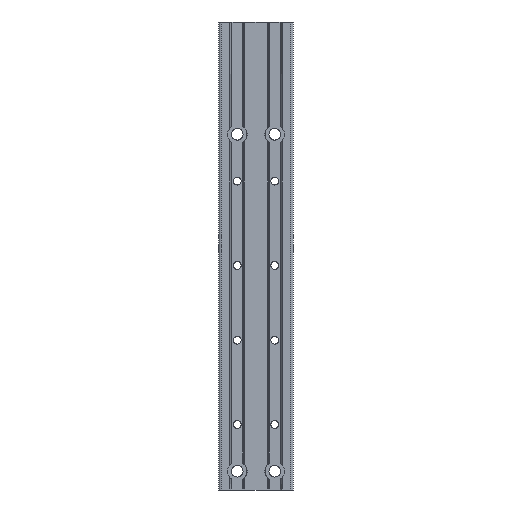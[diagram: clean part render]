
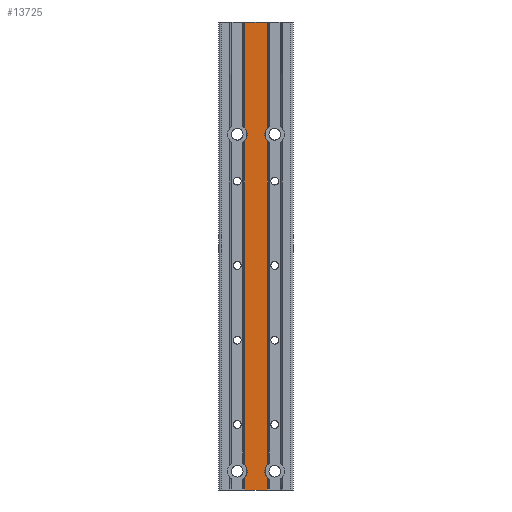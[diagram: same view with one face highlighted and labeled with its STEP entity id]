
A CAD part, front view. The second image highlights one B-rep face of the part: STEP entity #13725.
In plain terms, the highlighted planar face has unit normal (0, -1, 0).
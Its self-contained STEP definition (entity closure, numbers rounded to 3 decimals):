
#7 = CARTESIAN_POINT ( 'NONE',  ( 10., -10., 65. ) ) ;
#465 = ORIENTED_EDGE ( 'NONE', *, *, #11523, .T. ) ;
#939 = VERTEX_POINT ( 'NONE', #3514 ) ;
#1309 = EDGE_CURVE ( 'NONE', #1709, #7285, #9850, .T. ) ;
#1573 = DIRECTION ( 'NONE',  ( 0., -1., 0. ) ) ;
#1643 = ORIENTED_EDGE ( 'NONE', *, *, #1309, .F. ) ;
#1709 = VERTEX_POINT ( 'NONE', #9966 ) ;
#1777 = LINE ( 'NONE', #13399, #12923 ) ;
#1995 = VECTOR ( 'NONE', #9372, 1000. ) ;
#2179 = DIRECTION ( 'NONE',  ( 0., -1., 0. ) ) ;
#2208 = CARTESIAN_POINT ( 'NONE',  ( 6.1, -10., -111.485 ) ) ;
#2692 = DIRECTION ( 'NONE',  ( 1., 0., 0. ) ) ;
#2733 = VECTOR ( 'NONE', #5494, 1000. ) ;
#2852 = DIRECTION ( 'NONE',  ( 0., 0., -1. ) ) ;
#2920 = LINE ( 'NONE', #13683, #11106 ) ;
#3272 = AXIS2_PLACEMENT_3D ( 'NONE', #4109, #1573, #5843 ) ;
#3274 = VERTEX_POINT ( 'NONE', #11116 ) ;
#3413 = CARTESIAN_POINT ( 'NONE',  ( 6.1, -10., -125. ) ) ;
#3482 = VECTOR ( 'NONE', #8095, 1000. ) ;
#3514 = CARTESIAN_POINT ( 'NONE',  ( 6.1, -10., 61.485 ) ) ;
#3975 = EDGE_CURVE ( 'NONE', #4106, #939, #2920, .T. ) ;
#3999 = ORIENTED_EDGE ( 'NONE', *, *, #8153, .F. ) ;
#4034 = LINE ( 'NONE', #13371, #3482 ) ;
#4106 = VERTEX_POINT ( 'NONE', #2208 ) ;
#4109 = CARTESIAN_POINT ( 'NONE',  ( -10., -10., -115. ) ) ;
#4150 = DIRECTION ( 'NONE',  ( 0., 0., 1. ) ) ;
#4489 = DIRECTION ( 'NONE',  ( 1., 0., 0. ) ) ;
#4694 = ORIENTED_EDGE ( 'NONE', *, *, #7969, .F. ) ;
#4803 = CARTESIAN_POINT ( 'NONE',  ( -6.1, -10., -111.485 ) ) ;
#5146 = CARTESIAN_POINT ( 'NONE',  ( -6.1, -10., 125. ) ) ;
#5151 = CARTESIAN_POINT ( 'NONE',  ( 6.1, -10., -118.515 ) ) ;
#5183 = LINE ( 'NONE', #9443, #1995 ) ;
#5397 = AXIS2_PLACEMENT_3D ( 'NONE', #11296, #9017, #11091 ) ;
#5468 = CARTESIAN_POINT ( 'NONE',  ( -6.1, -10., 68.515 ) ) ;
#5494 = DIRECTION ( 'NONE',  ( 0., 0., 1. ) ) ;
#5592 = ORIENTED_EDGE ( 'NONE', *, *, #8265, .T. ) ;
#5691 = LINE ( 'NONE', #6667, #9173 ) ;
#5807 = CARTESIAN_POINT ( 'NONE',  ( -6.1, -10., -118.515 ) ) ;
#5843 = DIRECTION ( 'NONE',  ( 0., 0., -1. ) ) ;
#5946 = CARTESIAN_POINT ( 'NONE',  ( -10., -10., 65. ) ) ;
#6406 = LINE ( 'NONE', #10642, #2733 ) ;
#6409 = VECTOR ( 'NONE', #2852, 1000. ) ;
#6667 = CARTESIAN_POINT ( 'NONE',  ( 6.1, -10., 125. ) ) ;
#6799 = DIRECTION ( 'NONE',  ( 0., 0., 1. ) ) ;
#6814 = VERTEX_POINT ( 'NONE', #3413 ) ;
#6854 = PLANE ( 'NONE',  #5397 ) ;
#7060 = VERTEX_POINT ( 'NONE', #5151 ) ;
#7192 = VERTEX_POINT ( 'NONE', #12020 ) ;
#7282 = EDGE_CURVE ( 'NONE', #4106, #7060, #10147, .T. ) ;
#7285 = VERTEX_POINT ( 'NONE', #8586 ) ;
#7335 = DIRECTION ( 'NONE',  ( 0., 0., -1. ) ) ;
#7349 = AXIS2_PLACEMENT_3D ( 'NONE', #7, #10656, #7443 ) ;
#7443 = DIRECTION ( 'NONE',  ( 0., 0., -1. ) ) ;
#7756 = ORIENTED_EDGE ( 'NONE', *, *, #12566, .T. ) ;
#7815 = DIRECTION ( 'NONE',  ( 0., 0., -1. ) ) ;
#7969 = EDGE_CURVE ( 'NONE', #8151, #10610, #12819, .T. ) ;
#8032 = ORIENTED_EDGE ( 'NONE', *, *, #13365, .T. ) ;
#8095 = DIRECTION ( 'NONE',  ( 0., 0., -1. ) ) ;
#8151 = VERTEX_POINT ( 'NONE', #5807 ) ;
#8153 = EDGE_CURVE ( 'NONE', #12671, #9013, #12381, .T. ) ;
#8265 = EDGE_CURVE ( 'NONE', #8151, #7192, #4034, .T. ) ;
#8508 = ORIENTED_EDGE ( 'NONE', *, *, #11819, .F. ) ;
#8586 = CARTESIAN_POINT ( 'NONE',  ( 6.1, -10., 125. ) ) ;
#8903 = ORIENTED_EDGE ( 'NONE', *, *, #12853, .T. ) ;
#9013 = VERTEX_POINT ( 'NONE', #5468 ) ;
#9017 = DIRECTION ( 'NONE',  ( 0., 1., 0. ) ) ;
#9173 = VECTOR ( 'NONE', #6799, 1000. ) ;
#9288 = AXIS2_PLACEMENT_3D ( 'NONE', #5946, #9963, #7815 ) ;
#9372 = DIRECTION ( 'NONE',  ( 0., 0., -1. ) ) ;
#9443 = CARTESIAN_POINT ( 'NONE',  ( -6.1, -10., 125. ) ) ;
#9490 = AXIS2_PLACEMENT_3D ( 'NONE', #11506, #2179, #7335 ) ;
#9515 = EDGE_CURVE ( 'NONE', #12671, #10610, #13354, .T. ) ;
#9656 = CARTESIAN_POINT ( 'NONE',  ( -6.4, -10., 125. ) ) ;
#9850 = LINE ( 'NONE', #9656, #13271 ) ;
#9963 = DIRECTION ( 'NONE',  ( 0., -1., 0. ) ) ;
#9966 = CARTESIAN_POINT ( 'NONE',  ( -6.1, -10., 125. ) ) ;
#10147 = CIRCLE ( 'NONE', #9490, 5.25 ) ;
#10392 = ORIENTED_EDGE ( 'NONE', *, *, #3975, .T. ) ;
#10586 = CARTESIAN_POINT ( 'NONE',  ( -6.1, -10., 61.485 ) ) ;
#10610 = VERTEX_POINT ( 'NONE', #4803 ) ;
#10642 = CARTESIAN_POINT ( 'NONE',  ( 6.1, -10., 125. ) ) ;
#10656 = DIRECTION ( 'NONE',  ( 0., -1., 0. ) ) ;
#10863 = EDGE_LOOP ( 'NONE', ( #4694, #5592, #7756, #8032, #12972, #10392, #8508, #8903, #1643, #465, #3999, #11777 ) ) ;
#11091 = DIRECTION ( 'NONE',  ( 0., 0., 1. ) ) ;
#11106 = VECTOR ( 'NONE', #4150, 1000. ) ;
#11116 = CARTESIAN_POINT ( 'NONE',  ( 6.1, -10., 68.515 ) ) ;
#11296 = CARTESIAN_POINT ( 'NONE',  ( -6.4, -10., 125. ) ) ;
#11506 = CARTESIAN_POINT ( 'NONE',  ( 10., -10., -115. ) ) ;
#11523 = EDGE_CURVE ( 'NONE', #1709, #9013, #5183, .T. ) ;
#11777 = ORIENTED_EDGE ( 'NONE', *, *, #9515, .T. ) ;
#11819 = EDGE_CURVE ( 'NONE', #3274, #939, #13343, .T. ) ;
#12020 = CARTESIAN_POINT ( 'NONE',  ( -6.1, -10., -125. ) ) ;
#12128 = FACE_OUTER_BOUND ( 'NONE', #10863, .T. ) ;
#12381 = CIRCLE ( 'NONE', #9288, 5.25 ) ;
#12566 = EDGE_CURVE ( 'NONE', #7192, #6814, #1777, .T. ) ;
#12671 = VERTEX_POINT ( 'NONE', #10586 ) ;
#12819 = CIRCLE ( 'NONE', #3272, 5.25 ) ;
#12853 = EDGE_CURVE ( 'NONE', #3274, #7285, #6406, .T. ) ;
#12923 = VECTOR ( 'NONE', #2692, 1000. ) ;
#12972 = ORIENTED_EDGE ( 'NONE', *, *, #7282, .F. ) ;
#13271 = VECTOR ( 'NONE', #4489, 1000. ) ;
#13343 = CIRCLE ( 'NONE', #7349, 5.25 ) ;
#13354 = LINE ( 'NONE', #5146, #6409 ) ;
#13365 = EDGE_CURVE ( 'NONE', #6814, #7060, #5691, .T. ) ;
#13371 = CARTESIAN_POINT ( 'NONE',  ( -6.1, -10., 125. ) ) ;
#13399 = CARTESIAN_POINT ( 'NONE',  ( -6.4, -10., -125. ) ) ;
#13683 = CARTESIAN_POINT ( 'NONE',  ( 6.1, -10., 125. ) ) ;
#13725 = ADVANCED_FACE ( 'NONE', ( #12128 ), #6854, .F. ) ;
